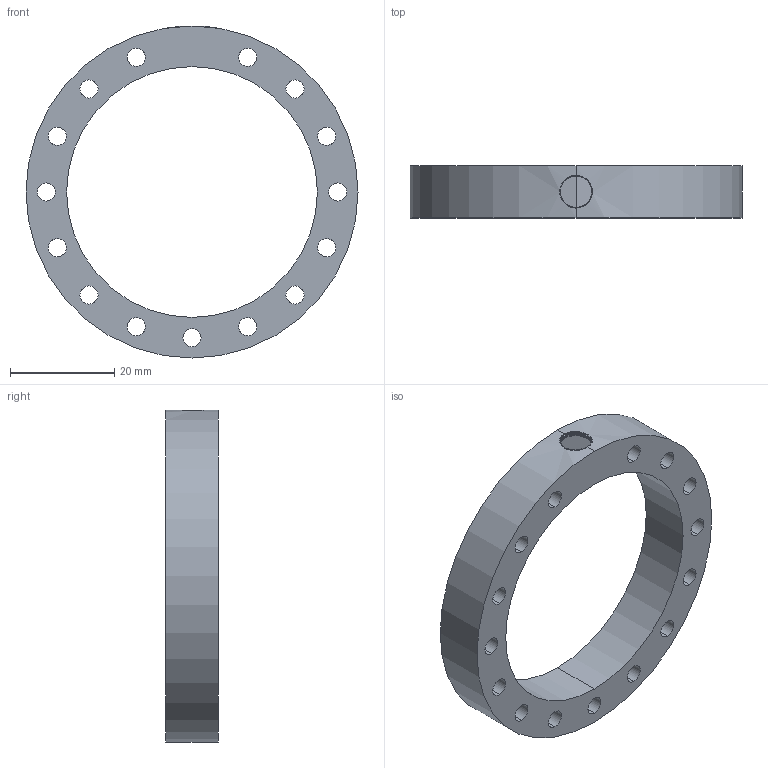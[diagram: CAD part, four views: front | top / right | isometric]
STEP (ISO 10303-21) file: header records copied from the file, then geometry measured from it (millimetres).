
FILE_DESCRIPTION (( 'STEP AP214' ), '1' );
FILE_NAME ('Îêñèãåíàòîð.STEP', '2022-05-05T07:27:33', ( '' ), ( '' ), 'SwSTEP 2.0', 'SolidWorks 2021', '' );
FILE_SCHEMA (( 'AUTOMOTIVE_DESIGN' ));
Length unit declared in the file: millimetre
Products named in the file (1): Îêñèãåíàòîð
Bounding box: 63.8 x 10 x 63.8 mm (x, y, z)
Volume: 6235.6 mm3; surface area: 13618.7 mm2
Topology: 1 solids, 1 shells, 150 faces, 468 edges, 312 vertices
Faces by surface type: cylinder 79, torus 60, bspline 7, plane 4
Entity records: 8665 total; most frequent: CARTESIAN_POINT 4449, ORIENTED_EDGE 936, DIRECTION 767, EDGE_CURVE 468, AXIS2_PLACEMENT_3D 340, VERTEX_POINT 312, EDGE_LOOP 266, CIRCLE 196
